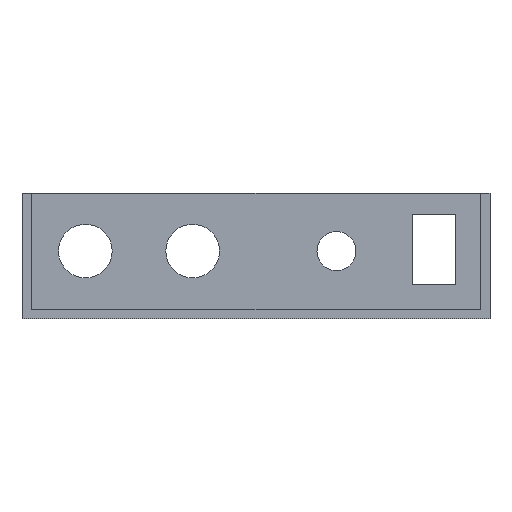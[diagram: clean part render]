
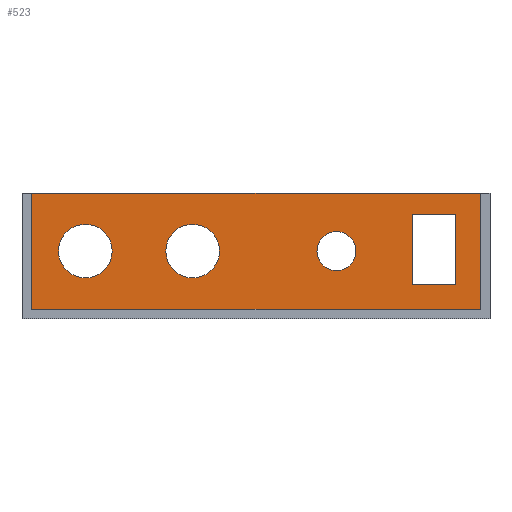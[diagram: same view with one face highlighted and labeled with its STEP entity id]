
A CAD part, top view. The second image highlights one B-rep face of the part: STEP entity #523.
In plain terms, the highlighted planar face has unit normal (0, 0, 1).
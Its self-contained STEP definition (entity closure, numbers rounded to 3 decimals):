
#260 = VERTEX_POINT('',#261);
#261 = CARTESIAN_POINT('',(94.,25.8,4.));
#267 = EDGE_CURVE('',#260,#268,#270,.T.);
#268 = VERTEX_POINT('',#269);
#269 = CARTESIAN_POINT('',(2.,25.8,4.));
#270 = LINE('',#271,#272);
#271 = CARTESIAN_POINT('',(96.,25.8,4.));
#272 = VECTOR('',#273,1.);
#273 = DIRECTION('',(-1.,0.,0.));
#291 = EDGE_CURVE('',#292,#292,#294,.T.);
#292 = VERTEX_POINT('',#293);
#293 = CARTESIAN_POINT('',(18.5,13.9,4.));
#294 = CIRCLE('',#295,5.5);
#295 = AXIS2_PLACEMENT_3D('',#296,#297,#298);
#296 = CARTESIAN_POINT('',(13.,13.9,4.));
#297 = DIRECTION('',(0.,0.,1.));
#298 = DIRECTION('',(1.,0.,0.));
#316 = EDGE_CURVE('',#317,#317,#319,.T.);
#317 = VERTEX_POINT('',#318);
#318 = CARTESIAN_POINT('',(40.5,13.9,4.));
#319 = CIRCLE('',#320,5.5);
#320 = AXIS2_PLACEMENT_3D('',#321,#322,#323);
#321 = CARTESIAN_POINT('',(35.,13.9,4.));
#322 = DIRECTION('',(0.,0.,1.));
#323 = DIRECTION('',(1.,0.,0.));
#341 = EDGE_CURVE('',#342,#342,#344,.T.);
#342 = VERTEX_POINT('',#343);
#343 = CARTESIAN_POINT('',(68.5,13.9,4.));
#344 = CIRCLE('',#345,4.);
#345 = AXIS2_PLACEMENT_3D('',#346,#347,#348);
#346 = CARTESIAN_POINT('',(64.5,13.9,4.));
#347 = DIRECTION('',(0.,0.,1.));
#348 = DIRECTION('',(1.,0.,0.));
#366 = EDGE_CURVE('',#367,#369,#371,.T.);
#367 = VERTEX_POINT('',#368);
#368 = CARTESIAN_POINT('',(80.,21.5,4.));
#369 = VERTEX_POINT('',#370);
#370 = CARTESIAN_POINT('',(80.,7.,4.));
#371 = LINE('',#372,#373);
#372 = CARTESIAN_POINT('',(80.,21.5,4.));
#373 = VECTOR('',#374,1.);
#374 = DIRECTION('',(0.,-1.,0.));
#397 = EDGE_CURVE('',#369,#398,#400,.T.);
#398 = VERTEX_POINT('',#399);
#399 = CARTESIAN_POINT('',(89.,7.,4.));
#400 = LINE('',#401,#402);
#401 = CARTESIAN_POINT('',(80.,7.,4.));
#402 = VECTOR('',#403,1.);
#403 = DIRECTION('',(1.,0.,0.));
#421 = EDGE_CURVE('',#398,#422,#424,.T.);
#422 = VERTEX_POINT('',#423);
#423 = CARTESIAN_POINT('',(89.,21.5,4.));
#424 = LINE('',#425,#426);
#425 = CARTESIAN_POINT('',(89.,7.,4.));
#426 = VECTOR('',#427,1.);
#427 = DIRECTION('',(0.,1.,0.));
#445 = EDGE_CURVE('',#422,#367,#446,.T.);
#446 = LINE('',#447,#448);
#447 = CARTESIAN_POINT('',(89.,21.5,4.));
#448 = VECTOR('',#449,1.);
#449 = DIRECTION('',(-1.,0.,0.));
#465 = VERTEX_POINT('',#466);
#466 = CARTESIAN_POINT('',(2.,2.,4.));
#472 = EDGE_CURVE('',#268,#465,#473,.T.);
#473 = LINE('',#474,#475);
#474 = CARTESIAN_POINT('',(2.,25.8,4.));
#475 = VECTOR('',#476,1.);
#476 = DIRECTION('',(0.,-1.,0.));
#489 = VERTEX_POINT('',#490);
#490 = CARTESIAN_POINT('',(94.,2.,4.));
#496 = EDGE_CURVE('',#465,#489,#497,.T.);
#497 = LINE('',#498,#499);
#498 = CARTESIAN_POINT('',(2.,2.,4.));
#499 = VECTOR('',#500,1.);
#500 = DIRECTION('',(1.,0.,0.));
#513 = EDGE_CURVE('',#489,#260,#514,.T.);
#514 = LINE('',#515,#516);
#515 = CARTESIAN_POINT('',(94.,2.,4.));
#516 = VECTOR('',#517,1.);
#517 = DIRECTION('',(0.,1.,0.));
#523 = ADVANCED_FACE('',(#524,#530,#533,#536,#539),#545,.T.);
#524 = FACE_BOUND('',#525,.T.);
#525 = EDGE_LOOP('',(#526,#527,#528,#529));
#526 = ORIENTED_EDGE('',*,*,#267,.T.);
#527 = ORIENTED_EDGE('',*,*,#472,.T.);
#528 = ORIENTED_EDGE('',*,*,#496,.T.);
#529 = ORIENTED_EDGE('',*,*,#513,.T.);
#530 = FACE_BOUND('',#531,.T.);
#531 = EDGE_LOOP('',(#532));
#532 = ORIENTED_EDGE('',*,*,#291,.F.);
#533 = FACE_BOUND('',#534,.T.);
#534 = EDGE_LOOP('',(#535));
#535 = ORIENTED_EDGE('',*,*,#316,.F.);
#536 = FACE_BOUND('',#537,.T.);
#537 = EDGE_LOOP('',(#538));
#538 = ORIENTED_EDGE('',*,*,#341,.F.);
#539 = FACE_BOUND('',#540,.T.);
#540 = EDGE_LOOP('',(#541,#542,#543,#544));
#541 = ORIENTED_EDGE('',*,*,#366,.F.);
#542 = ORIENTED_EDGE('',*,*,#445,.F.);
#543 = ORIENTED_EDGE('',*,*,#421,.F.);
#544 = ORIENTED_EDGE('',*,*,#397,.F.);
#545 = PLANE('',#546);
#546 = AXIS2_PLACEMENT_3D('',#547,#548,#549);
#547 = CARTESIAN_POINT('',(48.,12.9,4.));
#548 = DIRECTION('',(0.,0.,1.));
#549 = DIRECTION('',(1.,0.,0.));
